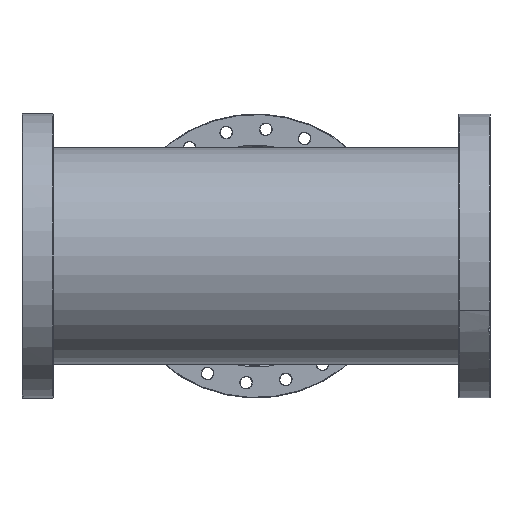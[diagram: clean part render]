
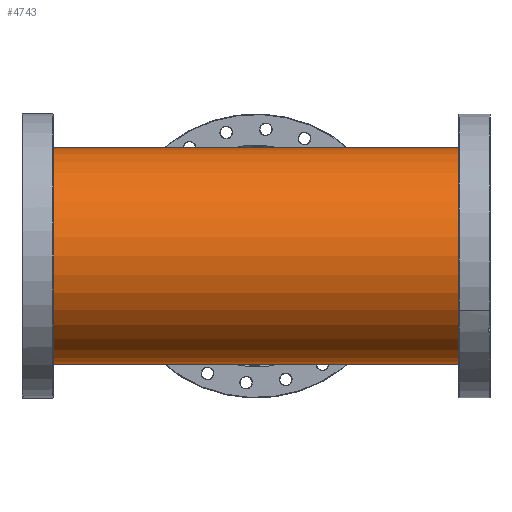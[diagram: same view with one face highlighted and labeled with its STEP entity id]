
A CAD part, front view. The second image highlights one B-rep face of the part: STEP entity #4743.
In plain terms, the highlighted cylindrical face has radius 77 mm (diameter 154 mm), a partial arc.
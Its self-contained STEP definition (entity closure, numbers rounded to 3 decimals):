
#82 = VECTOR ( 'NONE', #8678, 1000. ) ;
#130 = CARTESIAN_POINT ( 'NONE',  ( 0., 0., -77. ) ) ;
#261 = CARTESIAN_POINT ( 'NONE',  ( -154., 0., 77. ) ) ;
#785 = VERTEX_POINT ( 'NONE', #130 ) ;
#881 = VERTEX_POINT ( 'NONE', #261 ) ;
#1067 = CIRCLE ( 'NONE', #1568, 77. ) ;
#1361 = CARTESIAN_POINT ( 'NONE',  ( 154., 0., -77. ) ) ;
#1494 = VERTEX_POINT ( 'NONE', #9429 ) ;
#1568 = AXIS2_PLACEMENT_3D ( 'NONE', #2763, #8196, #3542 ) ;
#1687 = CARTESIAN_POINT ( 'NONE',  ( 154., 0., 77. ) ) ;
#1736 = CARTESIAN_POINT ( 'NONE',  ( -154., 0., 0. ) ) ;
#1800 = CARTESIAN_POINT ( 'NONE',  ( 154., 0., 77. ) ) ;
#2043 = EDGE_CURVE ( 'NONE', #1494, #785, #2495, .T. ) ;
#2153 = CYLINDRICAL_SURFACE ( 'NONE', #7802, 77. ) ;
#2254 = VECTOR ( 'NONE', #3295, 1000. ) ;
#2326 = VERTEX_POINT ( 'NONE', #8381 ) ;
#2489 = LINE ( 'NONE', #1800, #8446 ) ;
#2495 = LINE ( 'NONE', #7949, #2254 ) ;
#2514 = DIRECTION ( 'NONE',  ( 0., 0., -1. ) ) ;
#2672 = ORIENTED_EDGE ( 'NONE', *, *, #6353, .F. ) ;
#2763 = CARTESIAN_POINT ( 'NONE',  ( 154., 0., 0. ) ) ;
#3295 = DIRECTION ( 'NONE',  ( -1., 0., 0. ) ) ;
#3408 = AXIS2_PLACEMENT_3D ( 'NONE', #1736, #7194, #2514 ) ;
#3542 = DIRECTION ( 'NONE',  ( 0., 0., -1. ) ) ;
#3797 = VERTEX_POINT ( 'NONE', #4729 ) ;
#4214 = LINE ( 'NONE', #1687, #82 ) ;
#4697 = ORIENTED_EDGE ( 'NONE', *, *, #5364, .F. ) ;
#4729 = CARTESIAN_POINT ( 'NONE',  ( 0., 0., 77. ) ) ;
#4743 = ADVANCED_FACE ( 'NONE', ( #8599 ), #2153, .T. ) ;
#4766 = DIRECTION ( 'NONE',  ( 0., 0., 1. ) ) ;
#4768 = EDGE_CURVE ( 'NONE', #10082, #3797, #4214, .T. ) ;
#4966 = DIRECTION ( 'NONE',  ( -1., 0., 0. ) ) ;
#5189 = LINE ( 'NONE', #1361, #9306 ) ;
#5364 = EDGE_CURVE ( 'NONE', #785, #2326, #5189, .T. ) ;
#5638 = ORIENTED_EDGE ( 'NONE', *, *, #6997, .T. ) ;
#5717 = EDGE_CURVE ( 'NONE', #3797, #881, #2489, .T. ) ;
#6353 = EDGE_CURVE ( 'NONE', #10082, #1494, #1067, .T. ) ;
#6839 = ORIENTED_EDGE ( 'NONE', *, *, #2043, .F. ) ;
#6997 = EDGE_CURVE ( 'NONE', #881, #2326, #9921, .T. ) ;
#7194 = DIRECTION ( 'NONE',  ( 1., 0., 0. ) ) ;
#7744 = EDGE_LOOP ( 'NONE', ( #6839, #2672, #8865, #9521, #5638, #4697 ) ) ;
#7802 = AXIS2_PLACEMENT_3D ( 'NONE', #8646, #9433, #4766 ) ;
#7949 = CARTESIAN_POINT ( 'NONE',  ( 154., 0., -77. ) ) ;
#8196 = DIRECTION ( 'NONE',  ( 1., 0., 0. ) ) ;
#8381 = CARTESIAN_POINT ( 'NONE',  ( -154., 0., -77. ) ) ;
#8420 = CARTESIAN_POINT ( 'NONE',  ( 154., 0., 77. ) ) ;
#8446 = VECTOR ( 'NONE', #4966, 1000. ) ;
#8599 = FACE_OUTER_BOUND ( 'NONE', #7744, .T. ) ;
#8646 = CARTESIAN_POINT ( 'NONE',  ( 154., 0., 0. ) ) ;
#8678 = DIRECTION ( 'NONE',  ( -1., 0., 0. ) ) ;
#8865 = ORIENTED_EDGE ( 'NONE', *, *, #4768, .T. ) ;
#9106 = DIRECTION ( 'NONE',  ( -1., 0., 0. ) ) ;
#9306 = VECTOR ( 'NONE', #9106, 1000. ) ;
#9429 = CARTESIAN_POINT ( 'NONE',  ( 154., 0., -77. ) ) ;
#9433 = DIRECTION ( 'NONE',  ( -1., 0., 0. ) ) ;
#9521 = ORIENTED_EDGE ( 'NONE', *, *, #5717, .T. ) ;
#9921 = CIRCLE ( 'NONE', #3408, 77. ) ;
#10082 = VERTEX_POINT ( 'NONE', #8420 ) ;
